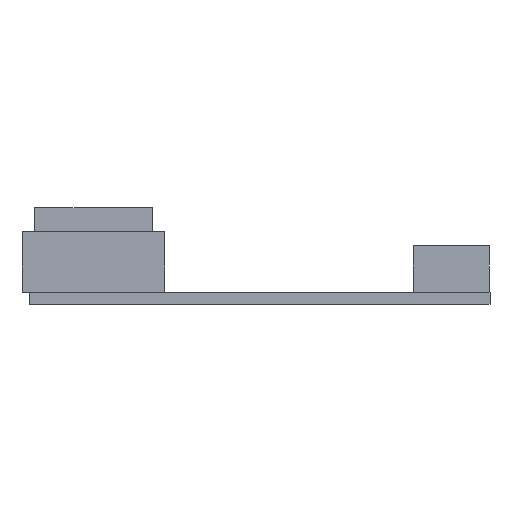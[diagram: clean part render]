
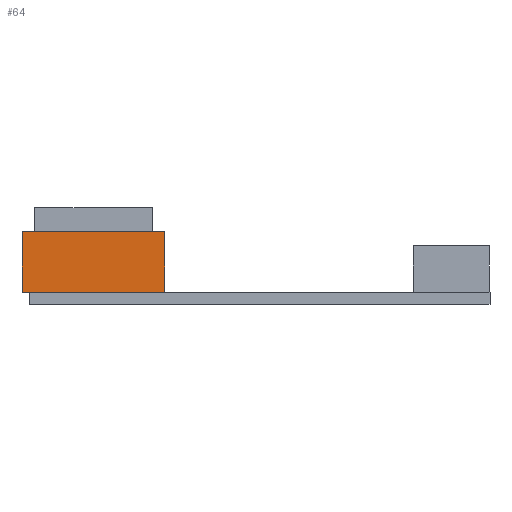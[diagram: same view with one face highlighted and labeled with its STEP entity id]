
A CAD part, front view. The second image highlights one B-rep face of the part: STEP entity #64.
In plain terms, the highlighted planar face has unit normal (0, -1, 0).
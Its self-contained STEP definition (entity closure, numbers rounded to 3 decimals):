
#64=ADVANCED_FACE('',(#130),#887,.T.);
#130=FACE_OUTER_BOUND('',#196,.T.);
#196=EDGE_LOOP('',(#446,#447,#448,#449,#450));
#446=ORIENTED_EDGE('',*,*,#593,.T.);
#447=ORIENTED_EDGE('',*,*,#477,.T.);
#448=ORIENTED_EDGE('',*,*,#597,.F.);
#449=ORIENTED_EDGE('',*,*,#602,.F.);
#450=ORIENTED_EDGE('',*,*,#601,.T.);
#477=EDGE_CURVE('',#750,#749,#613,.T.);
#593=EDGE_CURVE('',#828,#750,#729,.T.);
#597=EDGE_CURVE('',#830,#749,#733,.T.);
#601=EDGE_CURVE('',#832,#828,#737,.T.);
#602=EDGE_CURVE('',#832,#830,#738,.T.);
#613=B_SPLINE_CURVE_WITH_KNOTS('',1,(#1253,#1254),.UNSPECIFIED.,.F.,.F.,
(2,2),(0.,21.32),.UNSPECIFIED.);
#729=B_SPLINE_CURVE_WITH_KNOTS('',1,(#1485,#1486),.UNSPECIFIED.,.F.,.F.,
(2,2),(0.,1.18),.UNSPECIFIED.);
#733=B_SPLINE_CURVE_WITH_KNOTS('',1,(#1493,#1494),.UNSPECIFIED.,.F.,.F.,
(2,2),(0.,9.59),.UNSPECIFIED.);
#737=B_SPLINE_CURVE_WITH_KNOTS('',1,(#1501,#1502),.UNSPECIFIED.,.F.,.F.,
(2,2),(0.,9.59),.UNSPECIFIED.);
#738=B_SPLINE_CURVE_WITH_KNOTS('',1,(#1503,#1504),.UNSPECIFIED.,.F.,.F.,
(2,2),(0.,22.5),.UNSPECIFIED.);
#749=VERTEX_POINT('',#1161);
#750=VERTEX_POINT('',#1162);
#828=VERTEX_POINT('',#1240);
#830=VERTEX_POINT('',#1242);
#832=VERTEX_POINT('',#1244);
#887=PLANE('',#1032);
#1032=AXIS2_PLACEMENT_3D('',#1152,#1092,$);
#1092=DIRECTION('',(0.,-1.,0.));
#1152=CARTESIAN_POINT('',(21.32,4.4,1.9));
#1161=CARTESIAN_POINT('',(21.32,4.4,1.9));
#1162=CARTESIAN_POINT('',(0.,4.4,1.9));
#1240=CARTESIAN_POINT('',(-1.18,4.4,1.9));
#1242=CARTESIAN_POINT('',(21.32,4.4,11.49));
#1244=CARTESIAN_POINT('',(-1.18,4.4,11.49));
#1253=CARTESIAN_POINT('',(0.,4.4,1.9));
#1254=CARTESIAN_POINT('',(21.32,4.4,1.9));
#1485=CARTESIAN_POINT('',(-1.18,4.4,1.9));
#1486=CARTESIAN_POINT('',(0.,4.4,1.9));
#1493=CARTESIAN_POINT('',(21.32,4.4,11.49));
#1494=CARTESIAN_POINT('',(21.32,4.4,1.9));
#1501=CARTESIAN_POINT('',(-1.18,4.4,11.49));
#1502=CARTESIAN_POINT('',(-1.18,4.4,1.9));
#1503=CARTESIAN_POINT('',(-1.18,4.4,11.49));
#1504=CARTESIAN_POINT('',(21.32,4.4,11.49));
